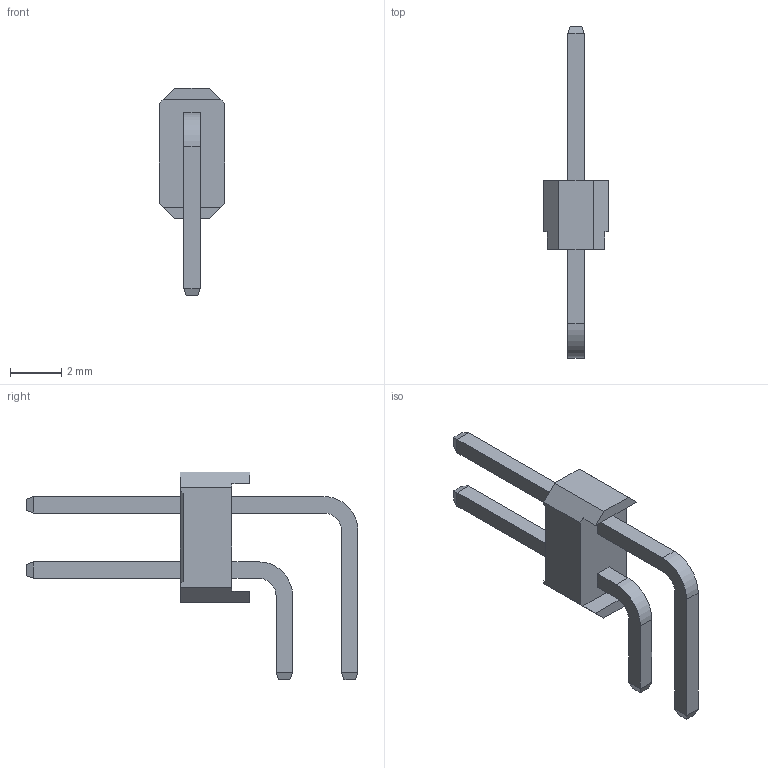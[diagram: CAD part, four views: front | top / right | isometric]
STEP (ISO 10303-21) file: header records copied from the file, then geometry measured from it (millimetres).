
FILE_DESCRIPTION(('STEP AP214'), '1');
FILE_NAME('DS1022 (PLD-RD CONNFLY)', '2019-12-14T13:48:53', ('Chugay'), (''), 'ASCON STEP Converter 1.3', 'ASCON Math Kernel', '');
FILE_SCHEMA(('AUTOMOTIVE_DESIGN { 1 0 10303 214 3 1 1}'));
Length unit declared in the file: millimetre
Bounding box: 2.54 x 12.9 x 8.08 mm (x, y, z)
Volume: 37.1 mm3; surface area: 131.1 mm2
Topology: 1 solids, 1 shells, 66 faces, 164 edges, 104 vertices
Faces by surface type: plane 62, cylinder 4
Entity records: 2480 total; most frequent: CARTESIAN_POINT 335, ORIENTED_EDGE 328, DIRECTION 306, EDGE_CURVE 164, LINE 156, VECTOR 156, VERTEX_POINT 104, AXIS2_PLACEMENT_3D 75
